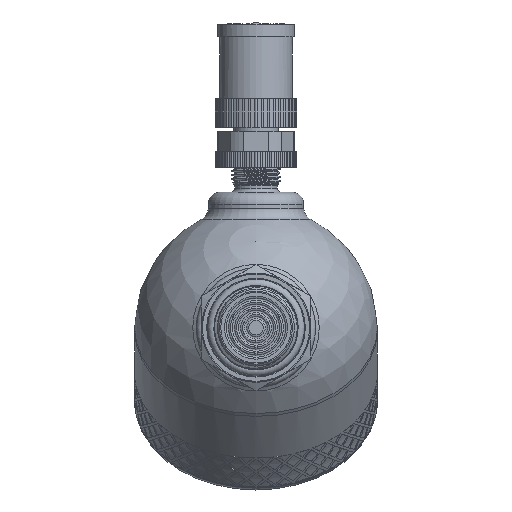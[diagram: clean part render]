
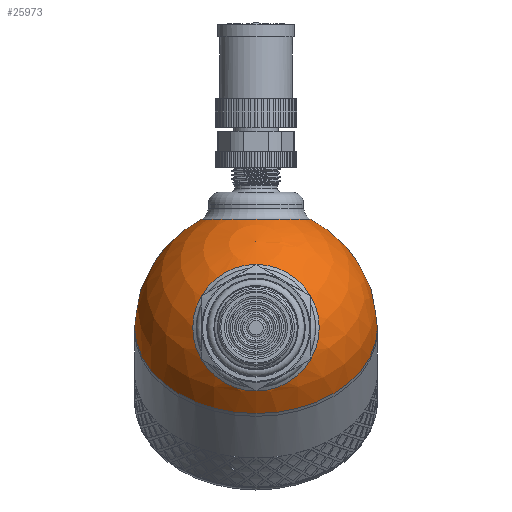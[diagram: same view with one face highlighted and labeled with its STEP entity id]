
A CAD part, left-side view. The second image highlights one B-rep face of the part: STEP entity #25973.
In plain terms, the highlighted spherical face has radius 30 mm.
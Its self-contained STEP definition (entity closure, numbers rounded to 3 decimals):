
#131=SPHERICAL_SURFACE('',#27487,30.);
#201=CIRCLE('',#27484,15.643);
#204=CIRCLE('',#27488,30.);
#205=CIRCLE('',#27489,30.);
#206=CIRCLE('',#27490,30.);
#207=CIRCLE('',#27491,13.5);
#1247=FACE_BOUND('',#5772,.T.);
#1248=FACE_BOUND('',#5773,.T.);
#4072=FACE_OUTER_BOUND('',#5771,.T.);
#5771=EDGE_LOOP('',(#18525,#18526,#18527,#18528));
#5772=EDGE_LOOP('',(#18529));
#5773=EDGE_LOOP('',(#18530));
#10530=VERTEX_POINT('',#41081);
#10532=VERTEX_POINT('',#41087);
#10533=VERTEX_POINT('',#41088);
#10534=VERTEX_POINT('',#41090);
#10535=VERTEX_POINT('',#41093);
#13556=EDGE_CURVE('',#10530,#10530,#201,.T.);
#13559=EDGE_CURVE('',#10532,#10533,#204,.T.);
#13560=EDGE_CURVE('',#10532,#10534,#205,.T.);
#13561=EDGE_CURVE('',#10533,#10532,#206,.T.);
#13562=EDGE_CURVE('',#10535,#10535,#207,.T.);
#18525=ORIENTED_EDGE('',*,*,#13559,.F.);
#18526=ORIENTED_EDGE('',*,*,#13560,.T.);
#18527=ORIENTED_EDGE('',*,*,#13560,.F.);
#18528=ORIENTED_EDGE('',*,*,#13561,.F.);
#18529=ORIENTED_EDGE('',*,*,#13556,.F.);
#18530=ORIENTED_EDGE('',*,*,#13562,.F.);
#25973=ADVANCED_FACE('',(#4072,#1247,#1248),#131,.T.);
#27484=AXIS2_PLACEMENT_3D('',#41082,#29464,#29465);
#27487=AXIS2_PLACEMENT_3D('',#41086,#29470,#29471);
#27488=AXIS2_PLACEMENT_3D('',#41089,#29472,#29473);
#27489=AXIS2_PLACEMENT_3D('',#41091,#29474,#29475);
#27490=AXIS2_PLACEMENT_3D('',#41092,#29476,#29477);
#27491=AXIS2_PLACEMENT_3D('',#41094,#29478,#29479);
#29464=DIRECTION('center_axis',(-0.707,0.,0.707));
#29465=DIRECTION('ref_axis',(0.707,0.,0.707));
#29470=DIRECTION('center_axis',(1.,0.,0.));
#29471=DIRECTION('ref_axis',(0.,-1.,0.));
#29472=DIRECTION('center_axis',(1.,0.,0.));
#29473=DIRECTION('ref_axis',(0.,1.,0.));
#29474=DIRECTION('center_axis',(0.,0.,1.));
#29475=DIRECTION('ref_axis',(0.,1.,0.));
#29476=DIRECTION('center_axis',(1.,0.,0.));
#29477=DIRECTION('ref_axis',(0.,1.,0.));
#29478=DIRECTION('center_axis',(-0.707,0.,-0.707));
#29479=DIRECTION('ref_axis',(-0.707,0.,0.707));
#41081=CARTESIAN_POINT('',(-29.162,0.,7.04));
#41082=CARTESIAN_POINT('Origin',(-18.101,0.,18.101));
#41086=CARTESIAN_POINT('Origin',(0.,0.,0.));
#41087=CARTESIAN_POINT('',(0.,30.,0.));
#41088=CARTESIAN_POINT('',(0.,-30.,0.));
#41089=CARTESIAN_POINT('Origin',(0.,0.,0.));
#41090=CARTESIAN_POINT('',(-30.,0.,0.));
#41091=CARTESIAN_POINT('Origin',(0.,0.,0.));
#41092=CARTESIAN_POINT('Origin',(0.,0.,0.));
#41093=CARTESIAN_POINT('',(-9.398,0.,-28.49));
#41094=CARTESIAN_POINT('Origin',(-18.944,0.,-18.944));
